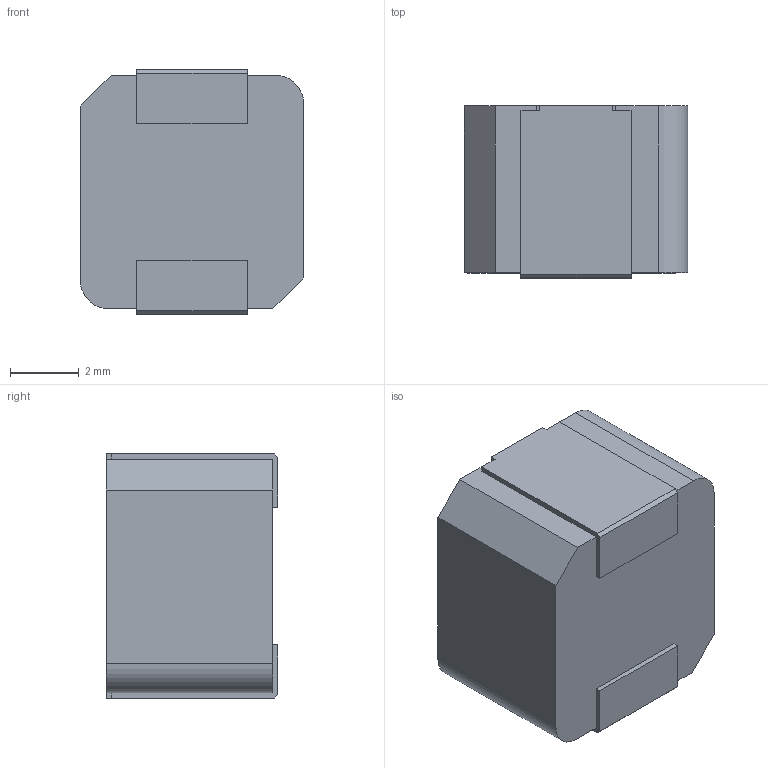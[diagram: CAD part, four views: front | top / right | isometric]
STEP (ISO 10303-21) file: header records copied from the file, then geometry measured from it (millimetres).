
FILE_DESCRIPTION (( 'STEP AP203' ), '1' );
FILE_NAME ('CAD_SPM6550-HZ.STEP', '2018-10-10T00:58:11', ( '' ), ( '' ), 'SwSTEP 2.0', 'SolidWorks 2016', '' );
FILE_SCHEMA (( 'CONFIG_CONTROL_DESIGN' ));
Length unit declared in the file: millimetre
Products named in the file (1): CAD_SPM6550-HZ
Bounding box: 6.5 x 5 x 7.1 mm (x, y, z)
Volume: 213.1 mm3; surface area: 232.4 mm2
Topology: 1 solids, 1 shells, 48 faces, 130 edges, 84 vertices
Faces by surface type: plane 46, cylinder 2
Entity records: 1551 total; most frequent: CARTESIAN_POINT 263, ORIENTED_EDGE 260, DIRECTION 232, EDGE_CURVE 130, LINE 126, VECTOR 126, VERTEX_POINT 84, AXIS2_PLACEMENT_3D 53
